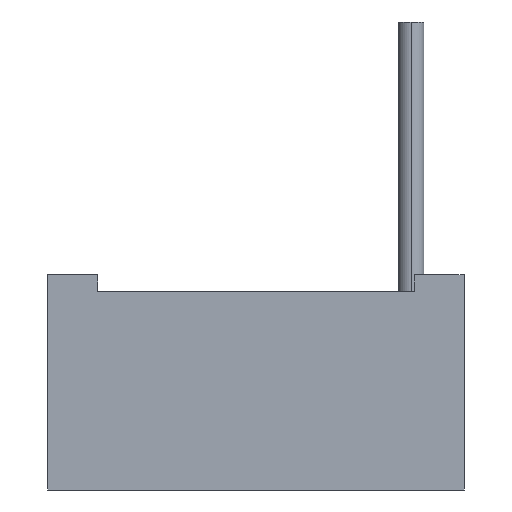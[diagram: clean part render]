
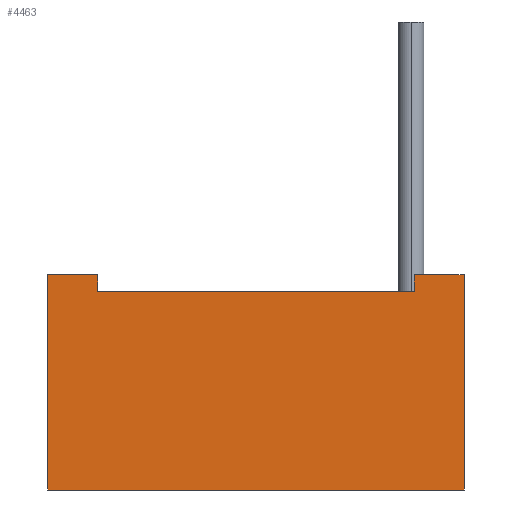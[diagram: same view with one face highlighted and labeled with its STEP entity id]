
A CAD part, front view. The second image highlights one B-rep face of the part: STEP entity #4463.
In plain terms, the highlighted planar face has unit normal (0, -1, 0).
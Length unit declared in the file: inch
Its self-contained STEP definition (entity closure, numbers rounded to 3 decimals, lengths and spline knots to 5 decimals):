
#340=DIRECTION('',(1.,0.,0.));
#341=VECTOR('',#340,0.377);
#342=CARTESIAN_POINT('',(-0.155,-0.1885,0.));
#343=LINE('',#342,#341);
#380=DIRECTION('',(0.,0.,1.));
#381=VECTOR('',#380,0.195);
#382=CARTESIAN_POINT('',(0.222,-0.1885,0.));
#383=LINE('',#382,#381);
#408=DIRECTION('',(1.,0.,0.));
#409=VECTOR('',#408,0.045);
#410=CARTESIAN_POINT('',(-0.155,-0.1885,0.195));
#411=LINE('',#410,#409);
#428=DIRECTION('',(1.,0.,0.));
#429=VECTOR('',#428,0.045);
#430=CARTESIAN_POINT('',(0.177,-0.1885,0.195));
#431=LINE('',#430,#429);
#1350=DIRECTION('',(1.,0.,0.));
#1351=VECTOR('',#1350,0.287);
#1352=CARTESIAN_POINT('',(-0.11,-0.1885,0.18));
#1353=LINE('',#1352,#1351);
#1354=DIRECTION('',(0.,0.,-1.));
#1355=VECTOR('',#1354,0.015);
#1356=CARTESIAN_POINT('',(0.177,-0.1885,0.195));
#1357=LINE('',#1356,#1355);
#1358=DIRECTION('',(0.,0.,1.));
#1359=VECTOR('',#1358,0.195);
#1360=CARTESIAN_POINT('',(-0.155,-0.1885,0.));
#1361=LINE('',#1360,#1359);
#1362=DIRECTION('',(0.,0.,-1.));
#1363=VECTOR('',#1362,0.015);
#1364=CARTESIAN_POINT('',(-0.11,-0.1885,0.195));
#1365=LINE('',#1364,#1363);
#2001=CARTESIAN_POINT('',(-0.155,-0.1885,0.));
#2003=VERTEX_POINT('',#2001);
#2004=CARTESIAN_POINT('',(0.222,-0.1885,0.));
#2005=VERTEX_POINT('',#2004);
#2010=CARTESIAN_POINT('',(-0.155,-0.1885,0.195));
#2011=VERTEX_POINT('',#2010);
#2012=CARTESIAN_POINT('',(0.222,-0.1885,0.195));
#2013=VERTEX_POINT('',#2012);
#2026=CARTESIAN_POINT('',(-0.11,-0.1885,0.195));
#2027=VERTEX_POINT('',#2026);
#2028=CARTESIAN_POINT('',(0.177,-0.1885,0.195));
#2030=VERTEX_POINT('',#2028);
#2040=CARTESIAN_POINT('',(-0.11,-0.1885,0.18));
#2041=CARTESIAN_POINT('',(0.177,-0.1885,0.18));
#2042=VERTEX_POINT('',#2040);
#2043=VERTEX_POINT('',#2041);
#4447=CARTESIAN_POINT('',(-0.155,-0.1885,0.));
#4448=DIRECTION('',(0.,-1.,0.));
#4449=DIRECTION('',(1.,0.,0.));
#4450=AXIS2_PLACEMENT_3D('',#4447,#4448,#4449);
#4451=PLANE('',#4450);
#4452=ORIENTED_EDGE('',*,*,#3308,.T.);
#4454=ORIENTED_EDGE('',*,*,#4453,.F.);
#4455=ORIENTED_EDGE('',*,*,#3240,.T.);
#4456=ORIENTED_EDGE('',*,*,#3193,.F.);
#4457=ORIENTED_EDGE('',*,*,#3131,.F.);
#4458=ORIENTED_EDGE('',*,*,#4411,.T.);
#4459=ORIENTED_EDGE('',*,*,#3223,.T.);
#4460=ORIENTED_EDGE('',*,*,#4442,.T.);
#4461=EDGE_LOOP('',(#4452,#4454,#4455,#4456,#4457,#4458,#4459,#4460));
#4462=FACE_OUTER_BOUND('',#4461,.F.);
#4463=ADVANCED_FACE('',(#4462),#4451,.T.);
#3131=EDGE_CURVE('',#2003,#2005,#343,.T.);
#3193=EDGE_CURVE('',#2005,#2013,#383,.T.);
#3223=EDGE_CURVE('',#2011,#2027,#411,.T.);
#3240=EDGE_CURVE('',#2030,#2013,#431,.T.);
#3308=EDGE_CURVE('',#2042,#2043,#1353,.T.);
#4411=EDGE_CURVE('',#2003,#2011,#1361,.T.);
#4442=EDGE_CURVE('',#2027,#2042,#1365,.T.);
#4453=EDGE_CURVE('',#2030,#2043,#1357,.T.);
